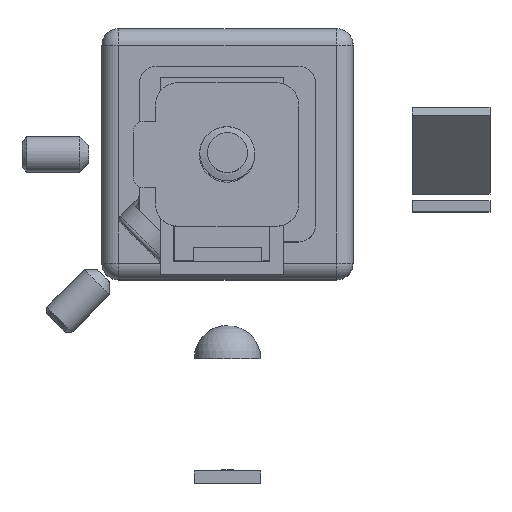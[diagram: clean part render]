
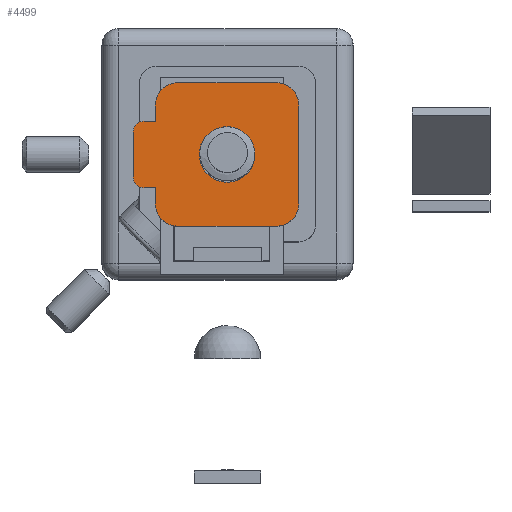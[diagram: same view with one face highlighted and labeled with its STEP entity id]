
A CAD part, top view. The second image highlights one B-rep face of the part: STEP entity #4499.
In plain terms, the highlighted face is planar.
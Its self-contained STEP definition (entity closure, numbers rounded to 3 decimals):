
#228=FACE_BOUND('',#824,.T.);
#353=PLANE('',#5154);
#555=FACE_OUTER_BOUND('',#823,.T.);
#823=EDGE_LOOP('',(#3750,#3751,#3752,#3753,#3754,#3755,#3756,#3757,#3758,
#3759,#3760,#3761,#3762,#3763));
#824=EDGE_LOOP('',(#3764));
#1209=LINE('',#7458,#1661);
#1215=LINE('',#7475,#1667);
#1218=LINE('',#7484,#1670);
#1221=LINE('',#7489,#1673);
#1222=LINE('',#7491,#1674);
#1224=LINE('',#7495,#1676);
#1225=LINE('',#7497,#1677);
#1227=LINE('',#7504,#1679);
#1661=VECTOR('',#6043,10.);
#1667=VECTOR('',#6061,10.);
#1670=VECTOR('',#6070,10.);
#1673=VECTOR('',#6075,10.);
#1674=VECTOR('',#6078,10.);
#1676=VECTOR('',#6082,10.);
#1677=VECTOR('',#6085,10.);
#1679=VECTOR('',#6093,10.);
#1919=CIRCLE('',#5126,0.5);
#1931=CIRCLE('',#5141,0.5);
#1932=CIRCLE('',#5143,1.);
#1933=CIRCLE('',#5146,1.);
#1934=CIRCLE('',#5153,1.);
#1935=CIRCLE('',#5155,1.);
#1936=CIRCLE('',#5156,1.25);
#2231=VERTEX_POINT('',#7407);
#2232=VERTEX_POINT('',#7408);
#2254=VERTEX_POINT('',#7457);
#2256=VERTEX_POINT('',#7463);
#2257=VERTEX_POINT('',#7467);
#2258=VERTEX_POINT('',#7469);
#2259=VERTEX_POINT('',#7473);
#2260=VERTEX_POINT('',#7477);
#2261=VERTEX_POINT('',#7478);
#2262=VERTEX_POINT('',#7483);
#2263=VERTEX_POINT('',#7487);
#2264=VERTEX_POINT('',#7493);
#2265=VERTEX_POINT('',#7499);
#2266=VERTEX_POINT('',#7503);
#2267=VERTEX_POINT('',#7506);
#2749=EDGE_CURVE('',#2231,#2232,#1919,.T.);
#2774=EDGE_CURVE('',#2254,#2232,#1209,.T.);
#2777=EDGE_CURVE('',#2254,#2256,#1931,.T.);
#2780=EDGE_CURVE('',#2257,#2258,#1932,.T.);
#2783=EDGE_CURVE('',#2257,#2259,#1215,.T.);
#2784=EDGE_CURVE('',#2260,#2261,#1933,.T.);
#2787=EDGE_CURVE('',#2262,#2261,#1218,.T.);
#2790=EDGE_CURVE('',#2260,#2263,#1221,.T.);
#2791=EDGE_CURVE('',#2263,#2256,#1222,.T.);
#2793=EDGE_CURVE('',#2231,#2264,#1224,.T.);
#2794=EDGE_CURVE('',#2264,#2258,#1225,.T.);
#2795=EDGE_CURVE('',#2265,#2259,#1934,.T.);
#2797=EDGE_CURVE('',#2265,#2266,#1227,.T.);
#2798=EDGE_CURVE('',#2262,#2266,#1935,.T.);
#2799=EDGE_CURVE('',#2267,#2267,#1936,.T.);
#3750=ORIENTED_EDGE('',*,*,#2749,.F.);
#3751=ORIENTED_EDGE('',*,*,#2793,.T.);
#3752=ORIENTED_EDGE('',*,*,#2794,.T.);
#3753=ORIENTED_EDGE('',*,*,#2780,.F.);
#3754=ORIENTED_EDGE('',*,*,#2783,.T.);
#3755=ORIENTED_EDGE('',*,*,#2795,.F.);
#3756=ORIENTED_EDGE('',*,*,#2797,.T.);
#3757=ORIENTED_EDGE('',*,*,#2798,.F.);
#3758=ORIENTED_EDGE('',*,*,#2787,.T.);
#3759=ORIENTED_EDGE('',*,*,#2784,.F.);
#3760=ORIENTED_EDGE('',*,*,#2790,.T.);
#3761=ORIENTED_EDGE('',*,*,#2791,.T.);
#3762=ORIENTED_EDGE('',*,*,#2777,.F.);
#3763=ORIENTED_EDGE('',*,*,#2774,.T.);
#3764=ORIENTED_EDGE('',*,*,#2799,.T.);
#4499=ADVANCED_FACE('',(#555,#228),#353,.T.);
#5126=AXIS2_PLACEMENT_3D('',#7409,#6003,#6004);
#5141=AXIS2_PLACEMENT_3D('',#7464,#6049,#6050);
#5143=AXIS2_PLACEMENT_3D('',#7470,#6055,#6056);
#5146=AXIS2_PLACEMENT_3D('',#7479,#6064,#6065);
#5153=AXIS2_PLACEMENT_3D('',#7500,#6088,#6089);
#5154=AXIS2_PLACEMENT_3D('',#7502,#6091,#6092);
#5155=AXIS2_PLACEMENT_3D('',#7505,#6094,#6095);
#5156=AXIS2_PLACEMENT_3D('',#7507,#6096,#6097);
#6003=DIRECTION('center_axis',(0.,0.,1.));
#6004=DIRECTION('ref_axis',(0.707,-0.707,0.));
#6043=DIRECTION('',(0.,-1.,0.));
#6049=DIRECTION('center_axis',(0.,0.,1.));
#6050=DIRECTION('ref_axis',(0.707,0.707,0.));
#6055=DIRECTION('center_axis',(0.,0.,1.));
#6056=DIRECTION('ref_axis',(0.707,-0.707,0.));
#6061=DIRECTION('',(-1.,0.,0.));
#6064=DIRECTION('center_axis',(0.,0.,1.));
#6065=DIRECTION('ref_axis',(0.707,0.707,0.));
#6070=DIRECTION('',(1.,0.,0.));
#6075=DIRECTION('',(0.,-1.,0.));
#6078=DIRECTION('',(1.,0.,0.));
#6082=DIRECTION('',(-1.,0.,0.));
#6085=DIRECTION('',(0.,-1.,0.));
#6088=DIRECTION('center_axis',(0.,0.,1.));
#6089=DIRECTION('ref_axis',(-0.707,-0.707,0.));
#6091=DIRECTION('center_axis',(0.,0.,-1.));
#6092=DIRECTION('ref_axis',(-1.,0.,0.));
#6093=DIRECTION('',(0.,1.,0.));
#6094=DIRECTION('center_axis',(0.,0.,1.));
#6095=DIRECTION('ref_axis',(-0.707,0.707,0.));
#6096=DIRECTION('center_axis',(0.,0.,1.));
#6097=DIRECTION('ref_axis',(-1.,0.,0.));
#7407=CARTESIAN_POINT('',(3.725,-1.5,-0.5));
#7408=CARTESIAN_POINT('',(4.225,-1.,-0.5));
#7409=CARTESIAN_POINT('Origin',(3.725,-1.,-0.5));
#7457=CARTESIAN_POINT('',(4.225,1.,-0.5));
#7458=CARTESIAN_POINT('',(4.225,3.225,-0.5));
#7463=CARTESIAN_POINT('',(3.725,1.5,-0.5));
#7464=CARTESIAN_POINT('Origin',(3.725,1.,-0.5));
#7467=CARTESIAN_POINT('',(2.225,-3.225,-0.5));
#7469=CARTESIAN_POINT('',(3.225,-2.225,-0.5));
#7470=CARTESIAN_POINT('Origin',(2.225,-2.225,-0.5));
#7473=CARTESIAN_POINT('',(-2.225,-3.225,-0.5));
#7475=CARTESIAN_POINT('',(4.225,-3.225,-0.5));
#7477=CARTESIAN_POINT('',(3.225,2.225,-0.5));
#7478=CARTESIAN_POINT('',(2.225,3.225,-0.5));
#7479=CARTESIAN_POINT('Origin',(2.225,2.225,-0.5));
#7483=CARTESIAN_POINT('',(-2.225,3.225,-0.5));
#7484=CARTESIAN_POINT('',(-3.225,3.225,-0.5));
#7487=CARTESIAN_POINT('',(3.225,1.5,-0.5));
#7489=CARTESIAN_POINT('',(3.225,0.75,-0.5));
#7491=CARTESIAN_POINT('',(2.363,1.5,-0.5));
#7493=CARTESIAN_POINT('',(3.225,-1.5,-0.5));
#7495=CARTESIAN_POINT('',(1.863,-1.5,-0.5));
#7497=CARTESIAN_POINT('',(3.225,-1.613,-0.5));
#7499=CARTESIAN_POINT('',(-3.225,-2.225,-0.5));
#7500=CARTESIAN_POINT('Origin',(-2.225,-2.225,-0.5));
#7502=CARTESIAN_POINT('Origin',(0.5,0.,-0.5));
#7503=CARTESIAN_POINT('',(-3.225,2.225,-0.5));
#7504=CARTESIAN_POINT('',(-3.225,-3.225,-0.5));
#7505=CARTESIAN_POINT('Origin',(-2.225,2.225,-0.5));
#7506=CARTESIAN_POINT('',(1.25,0.,-0.5));
#7507=CARTESIAN_POINT('Origin',(0.,0.,-0.5));
